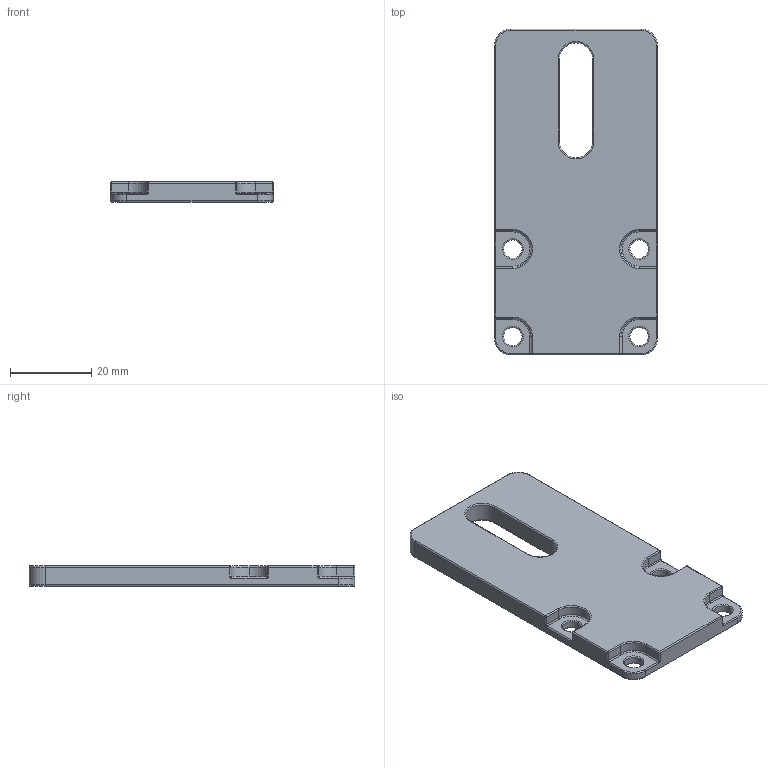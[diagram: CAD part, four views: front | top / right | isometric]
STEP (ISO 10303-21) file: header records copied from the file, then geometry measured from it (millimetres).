
FILE_DESCRIPTION (( 'STEP AP203' ), '1' );
FILE_NAME ('062AT4080.STEP', '2015-09-14T14:54:58', ( 'Fath' ), ( 'Hewlett-Packard Company' ), 'SwSTEP 2.0', 'SolidWorks 2014', '' );
FILE_SCHEMA (( 'CONFIG_CONTROL_DESIGN' ));
Length unit declared in the file: millimetre
Products named in the file (1): 062AT4080
Bounding box: 40 x 80 x 5 mm (x, y, z)
Volume: 13878.1 mm3; surface area: 7394.5 mm2
Topology: 1 solids, 1 shells, 136 faces, 314 edges, 172 vertices
Faces by surface type: cylinder 63, torus 45, plane 20, sphere 8
Entity records: 3868 total; most frequent: DIRECTION 769, CARTESIAN_POINT 615, ORIENTED_EDGE 612, AXIS2_PLACEMENT_3D 326, EDGE_CURVE 306, CIRCLE 189, VERTEX_POINT 172, EDGE_LOOP 146
